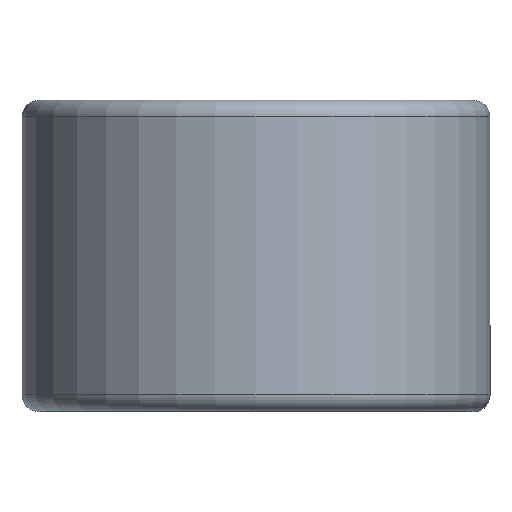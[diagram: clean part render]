
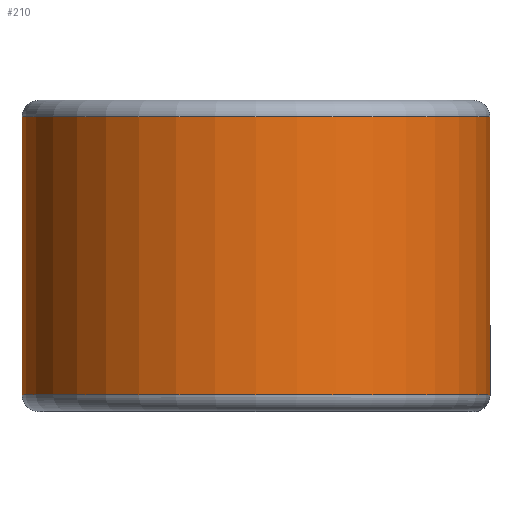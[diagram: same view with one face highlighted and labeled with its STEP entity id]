
A CAD part, top view. The second image highlights one B-rep face of the part: STEP entity #210.
In plain terms, the highlighted cylindrical face has radius 10.744 mm (diameter 21.488 mm), a partial arc.
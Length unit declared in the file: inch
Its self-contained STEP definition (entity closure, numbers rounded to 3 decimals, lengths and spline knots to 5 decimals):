
#10 = DIRECTION ( 'NONE',  ( 0., 1., 0. ) ) ;
#67 = DIRECTION ( 'NONE',  ( 0., 0., -1. ) ) ;
#85 = DIRECTION ( 'NONE',  ( 0., -1., 0. ) ) ;
#108 = VECTOR ( 'NONE', #2146, 39.37008 ) ;
#140 = ORIENTED_EDGE ( 'NONE', *, *, #456, .T. ) ;
#210 = ADVANCED_FACE ( 'NONE', ( #676 ), #395, .T. ) ;
#245 = EDGE_CURVE ( 'NONE', #1237, #603, #2400, .T. ) ;
#395 = CYLINDRICAL_SURFACE ( 'NONE', #559, 0.423 ) ;
#434 = CARTESIAN_POINT ( 'NONE',  ( 0., 0.25125, 0. ) ) ;
#456 = EDGE_CURVE ( 'NONE', #747, #578, #1046, .T. ) ;
#465 = CARTESIAN_POINT ( 'NONE',  ( 0., 0.25125, -0.423 ) ) ;
#559 = AXIS2_PLACEMENT_3D ( 'NONE', #1788, #1632, #2119 ) ;
#578 = VERTEX_POINT ( 'NONE', #465 ) ;
#603 = VERTEX_POINT ( 'NONE', #1329 ) ;
#612 = LINE ( 'NONE', #796, #108 ) ;
#676 = FACE_OUTER_BOUND ( 'NONE', #885, .T. ) ;
#747 = VERTEX_POINT ( 'NONE', #934 ) ;
#796 = CARTESIAN_POINT ( 'NONE',  ( 0.423, 0.25125, 0. ) ) ;
#880 = VECTOR ( 'NONE', #10, 39.37008 ) ;
#885 = EDGE_LOOP ( 'NONE', ( #1098, #140, #1242, #1292 ) ) ;
#934 = CARTESIAN_POINT ( 'NONE',  ( 0.423, 0.25125, 0. ) ) ;
#964 = DIRECTION ( 'NONE',  ( 0., -1., 0. ) ) ;
#997 = AXIS2_PLACEMENT_3D ( 'NONE', #1208, #964, #2459 ) ;
#1046 = CIRCLE ( 'NONE', #1383, 0.423 ) ;
#1098 = ORIENTED_EDGE ( 'NONE', *, *, #2092, .T. ) ;
#1208 = CARTESIAN_POINT ( 'NONE',  ( 0., -0.25125, 0. ) ) ;
#1237 = VERTEX_POINT ( 'NONE', #2337 ) ;
#1242 = ORIENTED_EDGE ( 'NONE', *, *, #2054, .F. ) ;
#1292 = ORIENTED_EDGE ( 'NONE', *, *, #245, .F. ) ;
#1329 = CARTESIAN_POINT ( 'NONE',  ( 0., -0.25125, -0.423 ) ) ;
#1383 = AXIS2_PLACEMENT_3D ( 'NONE', #434, #85, #67 ) ;
#1632 = DIRECTION ( 'NONE',  ( 0., -1., 0. ) ) ;
#1788 = CARTESIAN_POINT ( 'NONE',  ( 0., 0.25, 0. ) ) ;
#2054 = EDGE_CURVE ( 'NONE', #603, #578, #2381, .T. ) ;
#2092 = EDGE_CURVE ( 'NONE', #1237, #747, #612, .T. ) ;
#2119 = DIRECTION ( 'NONE',  ( 0., 0., -1. ) ) ;
#2146 = DIRECTION ( 'NONE',  ( 0., 1., 0. ) ) ;
#2306 = CARTESIAN_POINT ( 'NONE',  ( 0., 0.25125, -0.423 ) ) ;
#2337 = CARTESIAN_POINT ( 'NONE',  ( 0.423, -0.25125, 0. ) ) ;
#2381 = LINE ( 'NONE', #2306, #880 ) ;
#2400 = CIRCLE ( 'NONE', #997, 0.423 ) ;
#2459 = DIRECTION ( 'NONE',  ( 0., 0., -1. ) ) ;
